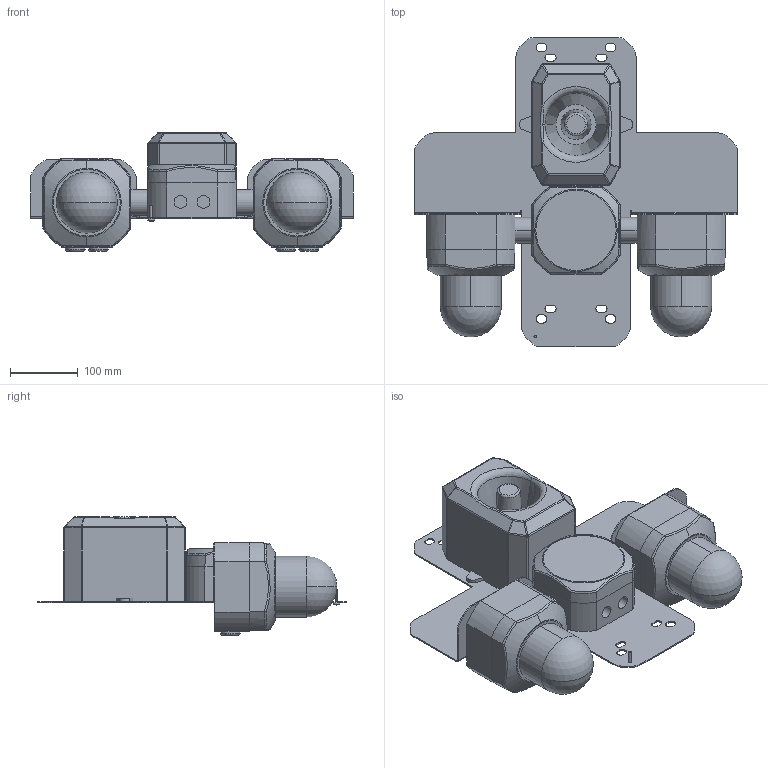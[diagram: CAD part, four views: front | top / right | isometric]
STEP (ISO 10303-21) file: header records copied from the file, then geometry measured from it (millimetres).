
FILE_DESCRIPTION (( 'STEP AP203' ), '1' );
FILE_NAME ('D214-05-001_Issue_1.STEP', '2019-09-19T14:32:02', ( '' ), ( '' ), 'SwSTEP 2.0', 'SolidWorks 2019', '' );
FILE_SCHEMA (( 'CONFIG_CONTROL_DESIGN' ));
Length unit declared in the file: millimetre
Products named in the file (1): D214-05-001_Issue_1
Bounding box: 476 x 456 x 174.7 mm (x, y, z)
Volume: 7573309.3 mm3; surface area: 539722.3 mm2
Topology: 1 solids, 1 shells, 339 faces, 858 edges, 519 vertices
Faces by surface type: plane 130, cylinder 121, torus 32, cone 22, sphere 20, bspline 14
Entity records: 11723 total; most frequent: CARTESIAN_POINT 3561, DIRECTION 1718, ORIENTED_EDGE 1688, EDGE_CURVE 844, AXIS2_PLACEMENT_3D 656, VERTEX_POINT 519, LINE 406, VECTOR 406
